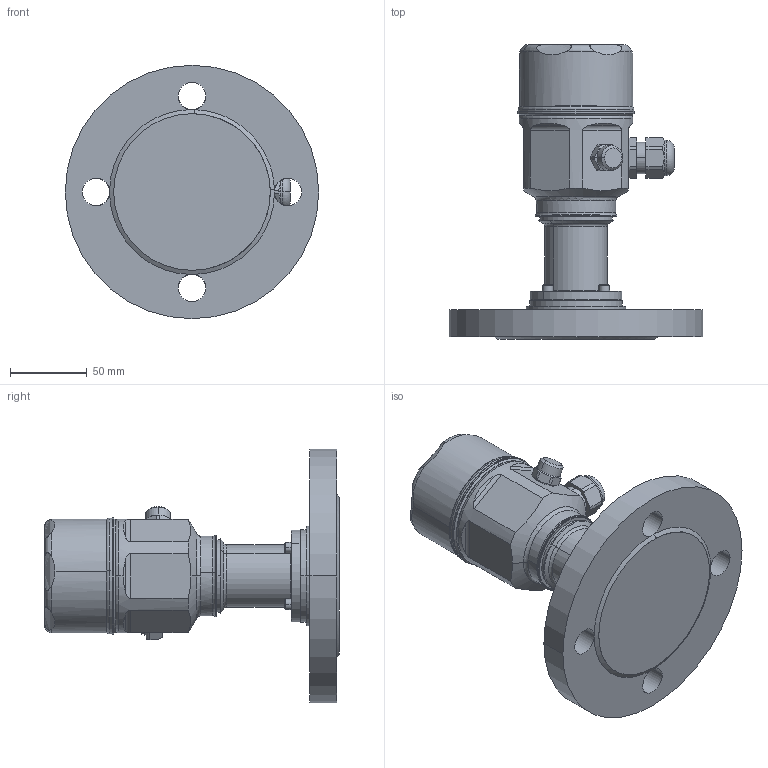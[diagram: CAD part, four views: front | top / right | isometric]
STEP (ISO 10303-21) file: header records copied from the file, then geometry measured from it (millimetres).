
FILE_DESCRIPTION((''),'2;1');
FILE_NAME('DM_CAD-2131_SW0001','2015-06-24T',('Creinig-se'),(''),'PRO/ENGINEER BY PARAMETRIC TECHNOLOGY CORPORATION, 2013050','PRO/ENGINEER BY PARAMETRIC TECHNOLOGY CORPORATION, 2013050','');
FILE_SCHEMA(('CONFIG_CONTROL_DESIGN'));
Length unit declared in the file: millimetre
Products named in the file (1): DM_CAD-2131_SW0001
Bounding box: 165 x 191.78 x 165 mm (x, y, z)
Volume: 915995.6 mm3; surface area: 99099.5 mm2
Topology: 1 solids, 1 shells, 295 faces, 736 edges, 467 vertices
Faces by surface type: cylinder 119, plane 92, cone 51, torus 24, extrusion 6, sphere 2, bspline 1
Entity records: 13515 total; most frequent: CARTESIAN_POINT 3845, DIRECTION 1515, ORIENTED_EDGE 1468, EDGE_CURVE 734, AXIS2_PLACEMENT_3D 606, VERTEX_POINT 467, FILL_AREA_STYLE_COLOUR 378, FILL_AREA_STYLE 378
